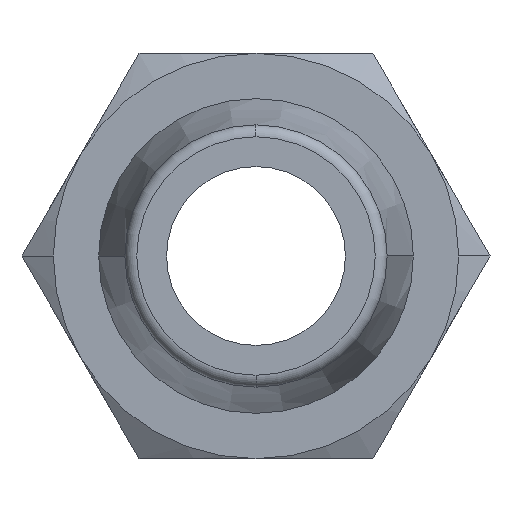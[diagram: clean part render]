
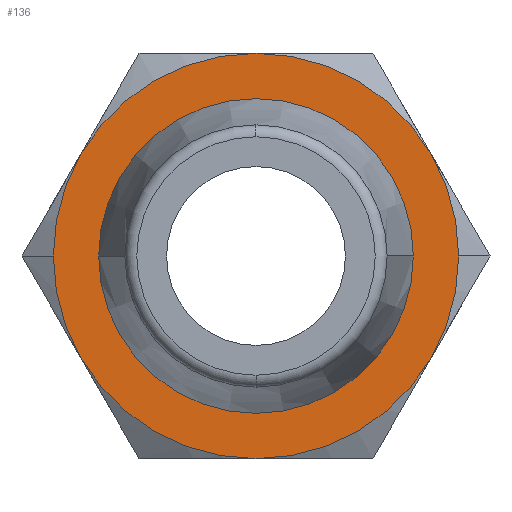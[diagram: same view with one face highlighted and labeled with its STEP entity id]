
A CAD part, front view. The second image highlights one B-rep face of the part: STEP entity #136.
In plain terms, the highlighted planar face has unit normal (0, -1, 0).
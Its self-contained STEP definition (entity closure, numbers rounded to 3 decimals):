
#136=ADVANCED_FACE('',(#281,#282),#283,.T.);
#281=FACE_OUTER_BOUND('',#436,.T.);
#282=FACE_BOUND('',#437,.T.);
#283=PLANE('',#438);
#436=EDGE_LOOP('',(#751,#752,#753,#754,#755,#756,#757,#758));
#437=EDGE_LOOP('',(#759,#760));
#438=AXIS2_PLACEMENT_3D('',#761,#762,#763);
#751=ORIENTED_EDGE('',*,*,#894,.F.);
#752=ORIENTED_EDGE('',*,*,#935,.F.);
#753=ORIENTED_EDGE('',*,*,#992,.F.);
#754=ORIENTED_EDGE('',*,*,#1010,.F.);
#755=ORIENTED_EDGE('',*,*,#1011,.F.);
#756=ORIENTED_EDGE('',*,*,#1012,.F.);
#757=ORIENTED_EDGE('',*,*,#919,.F.);
#758=ORIENTED_EDGE('',*,*,#1013,.F.);
#759=ORIENTED_EDGE('',*,*,#924,.F.);
#760=ORIENTED_EDGE('',*,*,#974,.F.);
#761=CARTESIAN_POINT('',(4.25,20.2,0.0));
#762=DIRECTION('',(-0.0,-1.0,-0.0));
#763=DIRECTION('',(-1.0,0.0,0.0));
#894=EDGE_CURVE('',#1050,#1047,#1052,.T.);
#919=EDGE_CURVE('',#1095,#1092,#1097,.T.);
#924=EDGE_CURVE('',#1104,#1100,#1106,.T.);
#935=EDGE_CURVE('',#1121,#1050,#1123,.T.);
#974=EDGE_CURVE('',#1100,#1104,#1176,.T.);
#992=EDGE_CURVE('',#1142,#1121,#1199,.T.);
#1010=EDGE_CURVE('',#1219,#1142,#1220,.T.);
#1011=EDGE_CURVE('',#1204,#1219,#1221,.T.);
#1012=EDGE_CURVE('',#1092,#1204,#1222,.T.);
#1013=EDGE_CURVE('',#1047,#1095,#1223,.T.);
#1047=VERTEX_POINT('',#1259);
#1050=VERTEX_POINT('',#1263);
#1052=CIRCLE('',#1276,8.5);
#1092=VERTEX_POINT('',#1342);
#1095=VERTEX_POINT('',#1356);
#1097=CIRCLE('',#1369,8.5);
#1100=VERTEX_POINT('',#1372);
#1104=VERTEX_POINT('',#1377);
#1106=CIRCLE('',#1380,6.6);
#1121=VERTEX_POINT('',#1397);
#1123=CIRCLE('',#1410,8.5);
#1142=VERTEX_POINT('',#1454);
#1176=CIRCLE('',#1574,6.6);
#1199=CIRCLE('',#1633,8.5);
#1204=VERTEX_POINT('',#1650);
#1219=VERTEX_POINT('',#1711);
#1220=CIRCLE('',#1712,8.5);
#1221=CIRCLE('',#1713,8.5);
#1222=CIRCLE('',#1714,8.5);
#1223=CIRCLE('',#1715,8.5);
#1259=CARTESIAN_POINT('',(8.5,20.2,0.));
#1263=CARTESIAN_POINT('',(7.361,20.2,4.25));
#1276=AXIS2_PLACEMENT_3D('',#1760,#1761,#1762);
#1342=CARTESIAN_POINT('',(0.0,20.2,-8.5));
#1356=CARTESIAN_POINT('',(7.361,20.2,-4.25));
#1369=AXIS2_PLACEMENT_3D('',#1800,#1801,#1802);
#1372=CARTESIAN_POINT('',(6.6,20.2,0.));
#1377=CARTESIAN_POINT('',(-6.6,20.2,0.));
#1380=AXIS2_PLACEMENT_3D('',#1808,#1809,#1810);
#1397=CARTESIAN_POINT('',(0.,20.2,8.5));
#1410=AXIS2_PLACEMENT_3D('',#1825,#1826,#1827);
#1454=CARTESIAN_POINT('',(-7.361,20.2,4.25));
#1574=AXIS2_PLACEMENT_3D('',#1864,#1865,#1866);
#1633=AXIS2_PLACEMENT_3D('',#1885,#1886,#1887);
#1650=CARTESIAN_POINT('',(-7.361,20.2,-4.25));
#1711=CARTESIAN_POINT('',(-8.5,20.2,0.));
#1712=AXIS2_PLACEMENT_3D('',#1897,#1898,#1899);
#1713=AXIS2_PLACEMENT_3D('',#1900,#1901,#1902);
#1714=AXIS2_PLACEMENT_3D('',#1903,#1904,#1905);
#1715=AXIS2_PLACEMENT_3D('',#1906,#1907,#1908);
#1760=CARTESIAN_POINT('',(0.0,20.2,0.0));
#1761=DIRECTION('',(-0.0,1.0,0.0));
#1762=DIRECTION('',(1.0,0.0,0.0));
#1800=CARTESIAN_POINT('',(0.0,20.2,0.0));
#1801=DIRECTION('',(-0.0,1.0,0.0));
#1802=DIRECTION('',(1.0,0.0,0.0));
#1808=CARTESIAN_POINT('',(0.0,20.2,0.0));
#1809=DIRECTION('',(0.0,-1.0,0.0));
#1810=DIRECTION('',(1.0,0.0,0.0));
#1825=CARTESIAN_POINT('',(0.0,20.2,0.0));
#1826=DIRECTION('',(-0.0,1.0,0.0));
#1827=DIRECTION('',(1.0,0.0,0.0));
#1864=CARTESIAN_POINT('',(0.0,20.2,0.0));
#1865=DIRECTION('',(0.0,-1.0,0.0));
#1866=DIRECTION('',(1.0,0.0,0.0));
#1885=CARTESIAN_POINT('',(0.0,20.2,0.0));
#1886=DIRECTION('',(-0.0,1.0,0.0));
#1887=DIRECTION('',(1.0,0.0,0.0));
#1897=CARTESIAN_POINT('',(0.0,20.2,0.0));
#1898=DIRECTION('',(-0.0,1.0,0.0));
#1899=DIRECTION('',(1.0,0.0,0.0));
#1900=CARTESIAN_POINT('',(0.0,20.2,0.0));
#1901=DIRECTION('',(-0.0,1.0,0.0));
#1902=DIRECTION('',(1.0,0.0,0.0));
#1903=CARTESIAN_POINT('',(0.0,20.2,0.0));
#1904=DIRECTION('',(-0.0,1.0,0.0));
#1905=DIRECTION('',(1.0,0.0,0.0));
#1906=CARTESIAN_POINT('',(0.0,20.2,0.0));
#1907=DIRECTION('',(-0.0,1.0,0.0));
#1908=DIRECTION('',(1.0,0.0,0.0));
